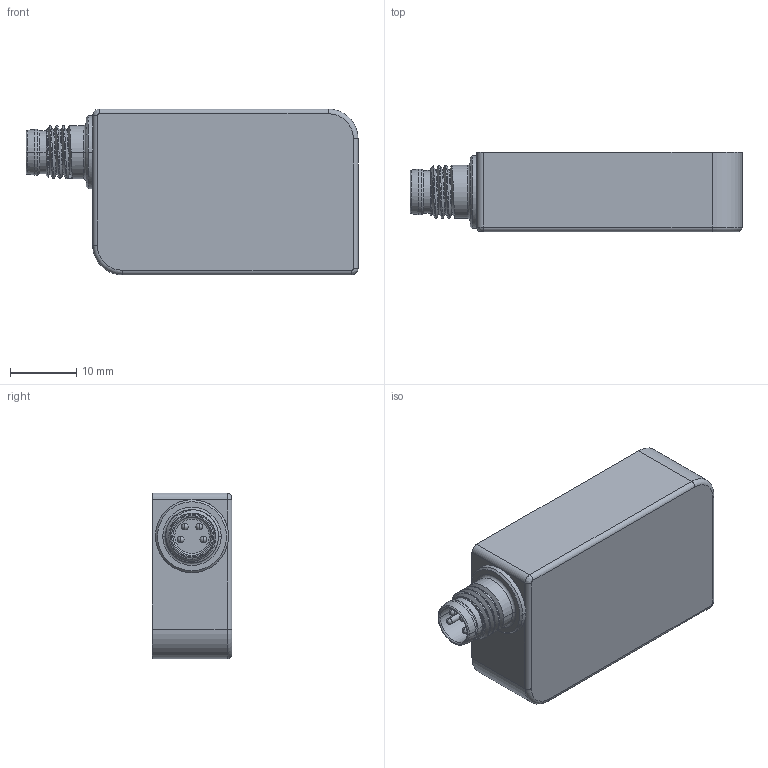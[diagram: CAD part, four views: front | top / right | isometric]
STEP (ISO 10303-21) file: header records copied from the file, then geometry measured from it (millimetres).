
FILE_DESCRIPTION((''),'2;1');
FILE_NAME('DM_CAD-2151_07C0Z1_SW0002','2015-08-19T',('Creinig-se'),(''),'PRO/ENGINEER BY PARAMETRIC TECHNOLOGY CORPORATION, 2013050','PRO/ENGINEER BY PARAMETRIC TECHNOLOGY CORPORATION, 2013050','');
FILE_SCHEMA(('CONFIG_CONTROL_DESIGN'));
Length unit declared in the file: millimetre
Products named in the file (1): DM_CAD-2151_07C0Z1_SW0002
Bounding box: 50.05 x 12 x 25 mm (x, y, z)
Volume: 12097.4 mm3; surface area: 4249.6 mm2
Topology: 1 solids, 1 shells, 155 faces, 423 edges, 349 vertices
Faces by surface type: cylinder 64, plane 41, torus 22, cone 15, sphere 8, bspline 5
Entity records: 8172 total; most frequent: CARTESIAN_POINT 2891, DIRECTION 894, ORIENTED_EDGE 696, AXIS2_PLACEMENT_3D 358, EDGE_CURVE 348, PRESENTATION_STYLE_ASSIGNMENT 223, STYLED_ITEM 223, VERTEX_POINT 215
